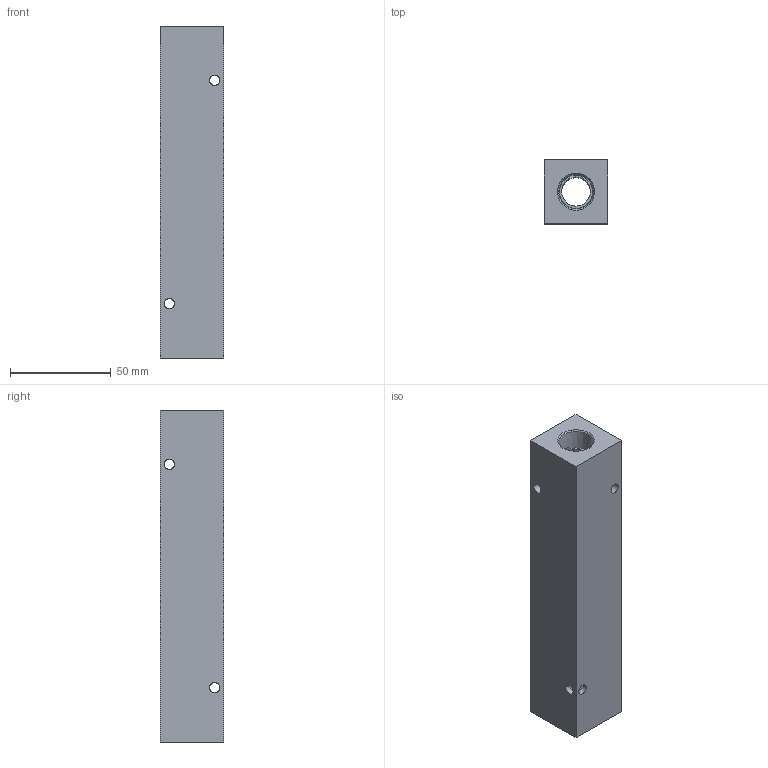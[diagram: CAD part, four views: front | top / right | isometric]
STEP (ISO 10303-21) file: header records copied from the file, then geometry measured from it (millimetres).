
FILE_DESCRIPTION (( 'STEP AP203' ), '1' );
FILE_NAME ('MRA-7DC.step', '2015-12-02T21:10:14', ( '' ), ( '' ), 'SwSTEP 2.0', 'SolidWorks 2015', '' );
FILE_SCHEMA (( 'CONFIG_CONTROL_DESIGN' ));
Length unit declared in the file: inch
Products named in the file (1): MRA-7DC
Bounding box: 31.75 x 31.75 x 165.1 mm (x, y, z)
Volume: 126844.6 mm3; surface area: 32870.1 mm2
Topology: 1 solids, 1 shells, 90 faces, 252 edges, 158 vertices
Faces by surface type: cone 36, cylinder 32, plane 22
Entity records: 3625 total; most frequent: CARTESIAN_POINT 1251, ORIENTED_EDGE 504, DIRECTION 460, EDGE_CURVE 252, AXIS2_PLACEMENT_3D 183, VERTEX_POINT 158, EDGE_LOOP 112, VECTOR 94
